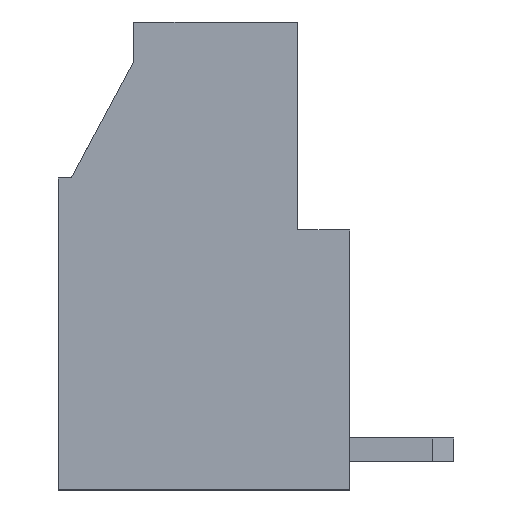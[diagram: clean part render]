
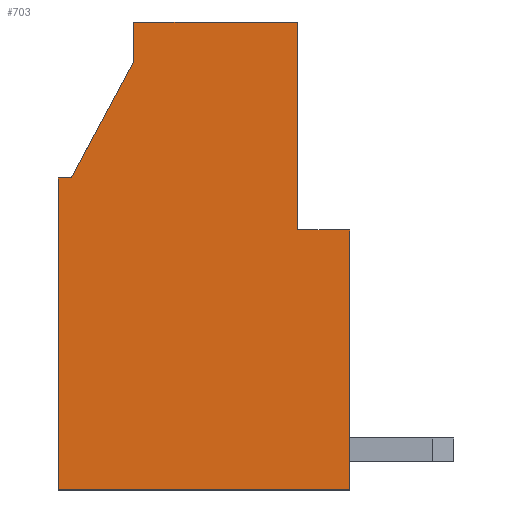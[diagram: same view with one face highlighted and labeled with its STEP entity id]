
A CAD part, front view. The second image highlights one B-rep face of the part: STEP entity #703.
In plain terms, the highlighted planar face has unit normal (0, -1, 0).
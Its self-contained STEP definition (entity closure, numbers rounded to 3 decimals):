
#703 = ADVANCED_FACE( '', ( #1397 ), #1398, .F. );
#1397 = FACE_OUTER_BOUND( '', #2076, .T. );
#1398 = PLANE( '', #2077 );
#2076 = EDGE_LOOP( '', ( #4025, #4026, #4027, #4028, #4029, #4030, #4031, #4032, #4033 ) );
#2077 = AXIS2_PLACEMENT_3D( '', #4034, #4035, #4036 );
#4025 = ORIENTED_EDGE( '', *, *, #4149, .F. );
#4026 = ORIENTED_EDGE( '', *, *, #4277, .F. );
#4027 = ORIENTED_EDGE( '', *, *, #4259, .F. );
#4028 = ORIENTED_EDGE( '', *, *, #4755, .F. );
#4029 = ORIENTED_EDGE( '', *, *, #4582, .F. );
#4030 = ORIENTED_EDGE( '', *, *, #4872, .T. );
#4031 = ORIENTED_EDGE( '', *, *, #4854, .F. );
#4032 = ORIENTED_EDGE( '', *, *, #4497, .T. );
#4033 = ORIENTED_EDGE( '', *, *, #4541, .F. );
#4034 = CARTESIAN_POINT( '', ( 12.134, -2.5, 19.8 ) );
#4035 = DIRECTION( '', ( 0., 1., 0. ) );
#4036 = DIRECTION( '', ( 1., 0., 0. ) );
#4149 = EDGE_CURVE( '', #4964, #4960, #4966, .T. );
#4259 = EDGE_CURVE( '', #5161, #5163, #5164, .T. );
#4277 = EDGE_CURVE( '', #5163, #4964, #5190, .T. );
#4497 = EDGE_CURVE( '', #5555, #5558, #5560, .T. );
#4541 = EDGE_CURVE( '', #4960, #5558, #5630, .T. );
#4582 = EDGE_CURVE( '', #5682, #5684, #5685, .T. );
#4755 = EDGE_CURVE( '', #5684, #5161, #5911, .T. );
#4854 = EDGE_CURVE( '', #5555, #6033, #6034, .T. );
#4872 = EDGE_CURVE( '', #5682, #6033, #6052, .T. );
#4960 = VERTEX_POINT( '', #6165 );
#4964 = VERTEX_POINT( '', #6171 );
#4966 = LINE( '', #6174, #6175 );
#5161 = VERTEX_POINT( '', #6450 );
#5163 = VERTEX_POINT( '', #6453 );
#5164 = LINE( '', #6454, #6455 );
#5190 = LINE( '', #6491, #6492 );
#5555 = VERTEX_POINT( '', #7026 );
#5558 = VERTEX_POINT( '', #7031 );
#5560 = LINE( '', #7034, #7035 );
#5630 = LINE( '', #7138, #7139 );
#5682 = VERTEX_POINT( '', #7213 );
#5684 = VERTEX_POINT( '', #7216 );
#5685 = LINE( '', #7217, #7218 );
#5911 = LINE( '', #7553, #7554 );
#6033 = VERTEX_POINT( '', #7738 );
#6034 = LINE( '', #7739, #7740 );
#6052 = LINE( '', #7763, #7764 );
#6165 = CARTESIAN_POINT( '', ( 9.2, -2.5, 10. ) );
#6171 = CARTESIAN_POINT( '', ( 9.2, -2.5, 18. ) );
#6174 = CARTESIAN_POINT( '', ( 9.2, -2.5, 18. ) );
#6175 = VECTOR( '', #7850, 1000. );
#6450 = CARTESIAN_POINT( '', ( 2.9, -2.5, 16.5 ) );
#6453 = CARTESIAN_POINT( '', ( 2.9, -2.5, 18. ) );
#6454 = CARTESIAN_POINT( '', ( 2.9, -2.5, -1. ) );
#6455 = VECTOR( '', #7956, 1000. );
#6491 = CARTESIAN_POINT( '', ( 5.35, -2.5, 18. ) );
#6492 = VECTOR( '', #7976, 1000. );
#7026 = CARTESIAN_POINT( '', ( 11.2, -2.5, 0. ) );
#7031 = CARTESIAN_POINT( '', ( 11.2, -2.5, 10. ) );
#7034 = CARTESIAN_POINT( '', ( 11.2, -2.5, -1. ) );
#7035 = VECTOR( '', #8185, 1000. );
#7138 = CARTESIAN_POINT( '', ( 9.038, -2.5, 10. ) );
#7139 = VECTOR( '', #8219, 1000. );
#7213 = CARTESIAN_POINT( '', ( 0., -2.5, 12. ) );
#7216 = CARTESIAN_POINT( '', ( 0.5, -2.5, 12. ) );
#7217 = CARTESIAN_POINT( '', ( 5.35, -2.5, 12. ) );
#7218 = VECTOR( '', #8252, 1000. );
#7553 = CARTESIAN_POINT( '', ( -6.433, -2.5, -1. ) );
#7554 = VECTOR( '', #8395, 1000. );
#7738 = CARTESIAN_POINT( '', ( 0., -2.5, 0. ) );
#7739 = CARTESIAN_POINT( '', ( 5.35, -2.5, 0. ) );
#7740 = VECTOR( '', #8458, 1000. );
#7763 = CARTESIAN_POINT( '', ( 0., -2.5, -1. ) );
#7764 = VECTOR( '', #8464, 1000. );
#7850 = DIRECTION( '', ( 0., 0., -1. ) );
#7956 = DIRECTION( '', ( 0., 0., 1. ) );
#7976 = DIRECTION( '', ( 1., 0., 0. ) );
#8185 = DIRECTION( '', ( 0., 0., 1. ) );
#8219 = DIRECTION( '', ( 1., 0., 0. ) );
#8252 = DIRECTION( '', ( 1., 0., 0. ) );
#8395 = DIRECTION( '', ( 0.471, 0., 0.882 ) );
#8458 = DIRECTION( '', ( -1., 0., 0. ) );
#8464 = DIRECTION( '', ( 0., 0., -1. ) );
